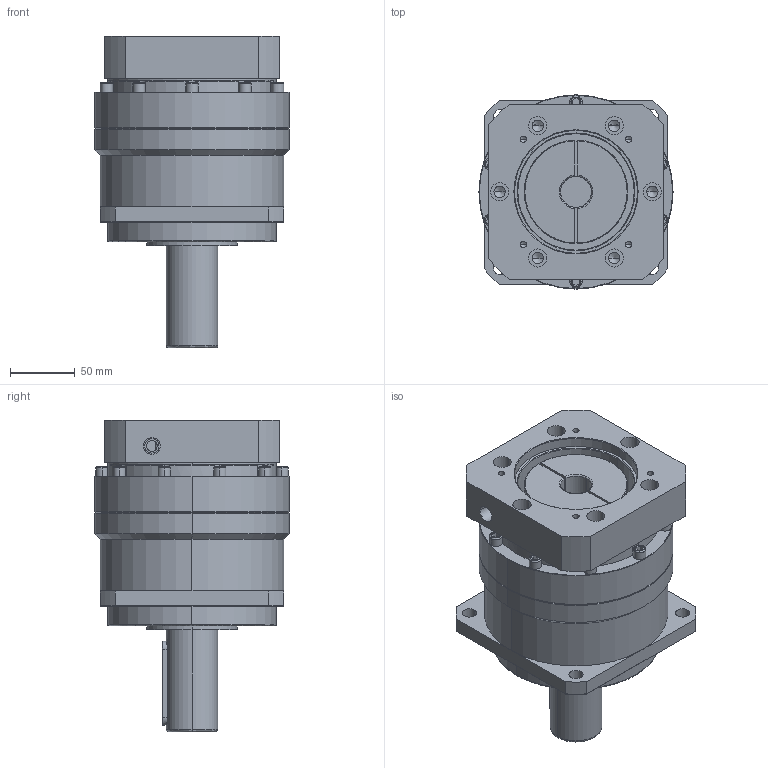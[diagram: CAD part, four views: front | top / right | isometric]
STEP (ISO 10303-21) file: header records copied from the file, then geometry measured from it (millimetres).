
FILE_DESCRIPTION (( 'STEP AP214' ), '1' );
FILE_NAME ('PB142-L1-24-95-115M6.STEP', '2022-02-19T05:44:51', ( 'admin' ), ( '' ), 'SwSTEP 2.0', 'SolidWorks 2013', '' );
FILE_SCHEMA (( 'AUTOMOTIVE_DESIGN' ));
Length unit declared in the file: millimetre
Products named in the file (4): PB142-95-115M6; PB142_X2_58F34F537AEF_X0_; PB142_X2_8F9351FA7AEF_X0_; PB142-L1-24-95-115M6
Assembly tree (3 placements, depth 2):
  PB142-L1-24-95-115M6
    PB142_X2_8F9351FA7AEF_X0_
    PB142_X2_58F34F537AEF_X0_
    PB142-95-115M6
Bounding box: 150 x 150 x 241 mm (x, y, z)
Volume: 2551699.6 mm3; surface area: 240610.4 mm2
Topology: 3 solids, 3 shells, 516 faces, 1266 edges, 773 vertices
Faces by surface type: cylinder 221, plane 158, cone 110, bspline 27
Entity records: 21755 total; most frequent: CARTESIAN_POINT 3873, DIRECTION 2623, ORIENTED_EDGE 2408, EDGE_CURVE 1204, AXIS2_PLACEMENT_3D 1011, VERTEX_POINT 773, EDGE_LOOP 629, LINE 601
